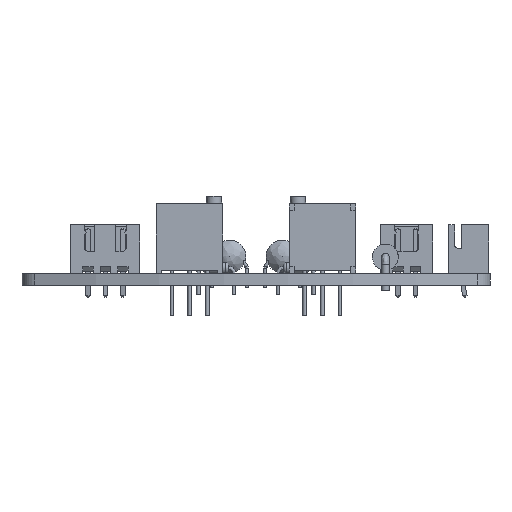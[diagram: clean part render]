
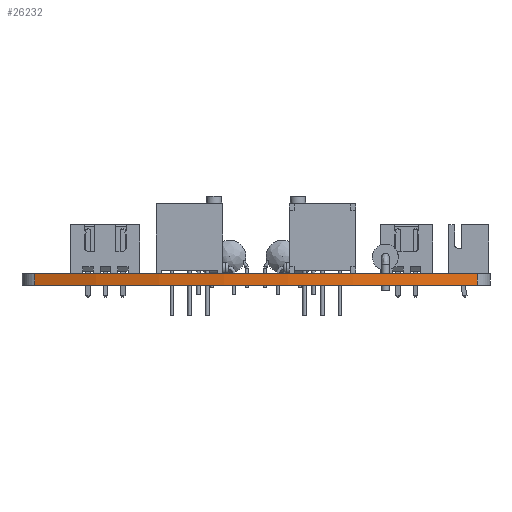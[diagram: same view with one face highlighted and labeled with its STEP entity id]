
A CAD part, front view. The second image highlights one B-rep face of the part: STEP entity #26232.
In plain terms, the highlighted cylindrical face has radius 82 mm (diameter 164 mm), a partial arc.
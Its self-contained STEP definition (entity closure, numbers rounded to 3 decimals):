
#18726 = PLANE('',#18727);
#18727 = AXIS2_PLACEMENT_3D('',#18728,#18729,#18730);
#18728 = CARTESIAN_POINT('',(152.4,-103.671,1.6));
#18729 = DIRECTION('',(-0.,-0.,-1.));
#18730 = DIRECTION('',(-1.,0.,0.));
#18780 = PLANE('',#18781);
#18781 = AXIS2_PLACEMENT_3D('',#18782,#18783,#18784);
#18782 = CARTESIAN_POINT('',(152.4,-103.671,0.));
#18783 = DIRECTION('',(-0.,-0.,-1.));
#18784 = DIRECTION('',(-1.,0.,0.));
#19613 = VERTEX_POINT('',#19614);
#19614 = CARTESIAN_POINT('',(184.097,-120.726,0.));
#19633 = CYLINDRICAL_SURFACE('',#19634,3.);
#19634 = AXIS2_PLACEMENT_3D('',#19635,#19636,#19637);
#19635 = CARTESIAN_POINT('',(182.937,-117.959,0.));
#19636 = DIRECTION('',(-0.,-0.,-1.));
#19637 = DIRECTION('',(1.,0.,-0.));
#19645 = EDGE_CURVE('',#19646,#19613,#19648,.T.);
#19646 = VERTEX_POINT('',#19647);
#19647 = CARTESIAN_POINT('',(120.703,-120.726,0.));
#19648 = SURFACE_CURVE('',#19649,(#19654,#19665),.PCURVE_S1.);
#19649 = CIRCLE('',#19650,82.);
#19650 = AXIS2_PLACEMENT_3D('',#19651,#19652,#19653);
#19651 = CARTESIAN_POINT('',(152.4,-45.1,0.));
#19652 = DIRECTION('',(0.,0.,1.));
#19653 = DIRECTION('',(1.,0.,-0.));
#19654 = PCURVE('',#18780,#19655);
#19655 = DEFINITIONAL_REPRESENTATION('',(#19656),#19664);
#19656 = ( BOUNDED_CURVE() B_SPLINE_CURVE(2,(#19657,#19658,#19659,#19660
    ,#19661,#19662,#19663),.UNSPECIFIED.,.T.,.F.) 
B_SPLINE_CURVE_WITH_KNOTS((1,2,2,2,2,1),(-2.094,0.,
    2.094,4.189,6.283,8.378),
.UNSPECIFIED.) CURVE() GEOMETRIC_REPRESENTATION_ITEM() 
RATIONAL_B_SPLINE_CURVE((1.,0.5,1.,0.5,1.,0.5,1.)) REPRESENTATION_ITEM(
  '') );
#19657 = CARTESIAN_POINT('',(-82.,58.571));
#19658 = CARTESIAN_POINT('',(-82.,200.599));
#19659 = CARTESIAN_POINT('',(41.,129.585));
#19660 = CARTESIAN_POINT('',(164.,58.571));
#19661 = CARTESIAN_POINT('',(41.,-12.443));
#19662 = CARTESIAN_POINT('',(-82.,-83.457));
#19663 = CARTESIAN_POINT('',(-82.,58.571));
#19664 = ( GEOMETRIC_REPRESENTATION_CONTEXT(2) 
PARAMETRIC_REPRESENTATION_CONTEXT() REPRESENTATION_CONTEXT('2D SPACE',''
  ) );
#19665 = PCURVE('',#19666,#19671);
#19666 = CYLINDRICAL_SURFACE('',#19667,82.);
#19667 = AXIS2_PLACEMENT_3D('',#19668,#19669,#19670);
#19668 = CARTESIAN_POINT('',(152.4,-45.1,0.));
#19669 = DIRECTION('',(-0.,-0.,-1.));
#19670 = DIRECTION('',(1.,0.,-0.));
#19671 = DEFINITIONAL_REPRESENTATION('',(#19672),#19676);
#19672 = LINE('',#19673,#19674);
#19673 = CARTESIAN_POINT('',(-0.,0.));
#19674 = VECTOR('',#19675,1.);
#19675 = DIRECTION('',(-1.,0.));
#19676 = ( GEOMETRIC_REPRESENTATION_CONTEXT(2) 
PARAMETRIC_REPRESENTATION_CONTEXT() REPRESENTATION_CONTEXT('2D SPACE',''
  ) );
#19699 = CYLINDRICAL_SURFACE('',#19700,3.);
#19700 = AXIS2_PLACEMENT_3D('',#19701,#19702,#19703);
#19701 = CARTESIAN_POINT('',(121.863,-117.959,0.));
#19702 = DIRECTION('',(-0.,-0.,-1.));
#19703 = DIRECTION('',(1.,0.,-0.));
#23386 = VERTEX_POINT('',#23387);
#23387 = CARTESIAN_POINT('',(184.097,-120.726,1.6));
#23413 = EDGE_CURVE('',#23414,#23386,#23416,.T.);
#23414 = VERTEX_POINT('',#23415);
#23415 = CARTESIAN_POINT('',(120.703,-120.726,1.6));
#23416 = SURFACE_CURVE('',#23417,(#23422,#23433),.PCURVE_S1.);
#23417 = CIRCLE('',#23418,82.);
#23418 = AXIS2_PLACEMENT_3D('',#23419,#23420,#23421);
#23419 = CARTESIAN_POINT('',(152.4,-45.1,1.6));
#23420 = DIRECTION('',(0.,0.,1.));
#23421 = DIRECTION('',(1.,0.,-0.));
#23422 = PCURVE('',#18726,#23423);
#23423 = DEFINITIONAL_REPRESENTATION('',(#23424),#23432);
#23424 = ( BOUNDED_CURVE() B_SPLINE_CURVE(2,(#23425,#23426,#23427,#23428
    ,#23429,#23430,#23431),.UNSPECIFIED.,.T.,.F.) 
B_SPLINE_CURVE_WITH_KNOTS((1,2,2,2,2,1),(-2.094,0.,
    2.094,4.189,6.283,8.378),
.UNSPECIFIED.) CURVE() GEOMETRIC_REPRESENTATION_ITEM() 
RATIONAL_B_SPLINE_CURVE((1.,0.5,1.,0.5,1.,0.5,1.)) REPRESENTATION_ITEM(
  '') );
#23425 = CARTESIAN_POINT('',(-82.,58.571));
#23426 = CARTESIAN_POINT('',(-82.,200.599));
#23427 = CARTESIAN_POINT('',(41.,129.585));
#23428 = CARTESIAN_POINT('',(164.,58.571));
#23429 = CARTESIAN_POINT('',(41.,-12.443));
#23430 = CARTESIAN_POINT('',(-82.,-83.457));
#23431 = CARTESIAN_POINT('',(-82.,58.571));
#23432 = ( GEOMETRIC_REPRESENTATION_CONTEXT(2) 
PARAMETRIC_REPRESENTATION_CONTEXT() REPRESENTATION_CONTEXT('2D SPACE',''
  ) );
#23433 = PCURVE('',#19666,#23434);
#23434 = DEFINITIONAL_REPRESENTATION('',(#23435),#23439);
#23435 = LINE('',#23436,#23437);
#23436 = CARTESIAN_POINT('',(-0.,-1.6));
#23437 = VECTOR('',#23438,1.);
#23438 = DIRECTION('',(-1.,0.));
#23439 = ( GEOMETRIC_REPRESENTATION_CONTEXT(2) 
PARAMETRIC_REPRESENTATION_CONTEXT() REPRESENTATION_CONTEXT('2D SPACE',''
  ) );
#26184 = EDGE_CURVE('',#19646,#23414,#26185,.T.);
#26185 = SURFACE_CURVE('',#26186,(#26190,#26197),.PCURVE_S1.);
#26186 = LINE('',#26187,#26188);
#26187 = CARTESIAN_POINT('',(120.703,-120.726,0.));
#26188 = VECTOR('',#26189,1.);
#26189 = DIRECTION('',(0.,0.,1.));
#26190 = PCURVE('',#19699,#26191);
#26191 = DEFINITIONAL_REPRESENTATION('',(#26192),#26196);
#26192 = LINE('',#26193,#26194);
#26193 = CARTESIAN_POINT('',(-4.315,0.));
#26194 = VECTOR('',#26195,1.);
#26195 = DIRECTION('',(-0.,-1.));
#26196 = ( GEOMETRIC_REPRESENTATION_CONTEXT(2) 
PARAMETRIC_REPRESENTATION_CONTEXT() REPRESENTATION_CONTEXT('2D SPACE',''
  ) );
#26197 = PCURVE('',#19666,#26198);
#26198 = DEFINITIONAL_REPRESENTATION('',(#26199),#26203);
#26199 = LINE('',#26200,#26201);
#26200 = CARTESIAN_POINT('',(-4.316,0.));
#26201 = VECTOR('',#26202,1.);
#26202 = DIRECTION('',(-0.,-1.));
#26203 = ( GEOMETRIC_REPRESENTATION_CONTEXT(2) 
PARAMETRIC_REPRESENTATION_CONTEXT() REPRESENTATION_CONTEXT('2D SPACE',''
  ) );
#26232 = ADVANCED_FACE('',(#26233),#19666,.T.);
#26233 = FACE_BOUND('',#26234,.F.);
#26234 = EDGE_LOOP('',(#26235,#26236,#26237,#26258));
#26235 = ORIENTED_EDGE('',*,*,#26184,.T.);
#26236 = ORIENTED_EDGE('',*,*,#23413,.T.);
#26237 = ORIENTED_EDGE('',*,*,#26238,.F.);
#26238 = EDGE_CURVE('',#19613,#23386,#26239,.T.);
#26239 = SURFACE_CURVE('',#26240,(#26244,#26251),.PCURVE_S1.);
#26240 = LINE('',#26241,#26242);
#26241 = CARTESIAN_POINT('',(184.097,-120.726,0.));
#26242 = VECTOR('',#26243,1.);
#26243 = DIRECTION('',(0.,0.,1.));
#26244 = PCURVE('',#19666,#26245);
#26245 = DEFINITIONAL_REPRESENTATION('',(#26246),#26250);
#26246 = LINE('',#26247,#26248);
#26247 = CARTESIAN_POINT('',(-5.109,0.));
#26248 = VECTOR('',#26249,1.);
#26249 = DIRECTION('',(-0.,-1.));
#26250 = ( GEOMETRIC_REPRESENTATION_CONTEXT(2) 
PARAMETRIC_REPRESENTATION_CONTEXT() REPRESENTATION_CONTEXT('2D SPACE',''
  ) );
#26251 = PCURVE('',#19633,#26252);
#26252 = DEFINITIONAL_REPRESENTATION('',(#26253),#26257);
#26253 = LINE('',#26254,#26255);
#26254 = CARTESIAN_POINT('',(-5.109,0.));
#26255 = VECTOR('',#26256,1.);
#26256 = DIRECTION('',(-0.,-1.));
#26257 = ( GEOMETRIC_REPRESENTATION_CONTEXT(2) 
PARAMETRIC_REPRESENTATION_CONTEXT() REPRESENTATION_CONTEXT('2D SPACE',''
  ) );
#26258 = ORIENTED_EDGE('',*,*,#19645,.F.);
